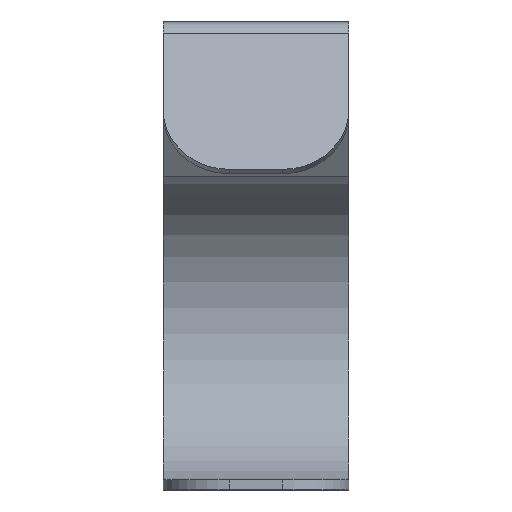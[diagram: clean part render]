
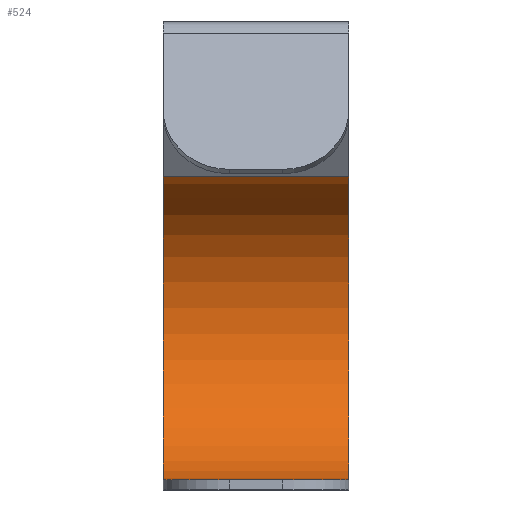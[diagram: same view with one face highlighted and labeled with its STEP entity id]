
A CAD part, top view. The second image highlights one B-rep face of the part: STEP entity #524.
In plain terms, the highlighted cylindrical face has radius 2.35 mm (diameter 4.7 mm), a partial arc.
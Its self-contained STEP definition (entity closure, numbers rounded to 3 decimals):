
#12 = CARTESIAN_POINT ( 'NONE',  ( 1.4, 2.347, 0.115 ) ) ;
#56 = DIRECTION ( 'NONE',  ( 0., 0., -1. ) ) ;
#61 = DIRECTION ( 'NONE',  ( -1., 0., 0. ) ) ;
#68 = EDGE_CURVE ( 'NONE', #78, #312, #296, .T. ) ;
#77 = CARTESIAN_POINT ( 'NONE',  ( 1.4, 0., 0. ) ) ;
#78 = VERTEX_POINT ( 'NONE', #320 ) ;
#92 = AXIS2_PLACEMENT_3D ( 'NONE', #77, #500, #453 ) ;
#95 = FACE_OUTER_BOUND ( 'NONE', #389, .T. ) ;
#103 = CARTESIAN_POINT ( 'NONE',  ( -1.4, 0., 0. ) ) ;
#127 = ORIENTED_EDGE ( 'NONE', *, *, #668, .T. ) ;
#134 = CARTESIAN_POINT ( 'NONE',  ( -1.4, -2.35, 0. ) ) ;
#152 = CARTESIAN_POINT ( 'NONE',  ( 1.4, 0., 0. ) ) ;
#155 = LINE ( 'NONE', #584, #651 ) ;
#168 = EDGE_CURVE ( 'NONE', #312, #329, #155, .T. ) ;
#170 = VERTEX_POINT ( 'NONE', #529 ) ;
#193 = EDGE_CURVE ( 'NONE', #170, #329, #413, .T. ) ;
#198 = ORIENTED_EDGE ( 'NONE', *, *, #68, .F. ) ;
#209 = DIRECTION ( 'NONE',  ( 0., 0., 1. ) ) ;
#270 = AXIS2_PLACEMENT_3D ( 'NONE', #103, #478, #56 ) ;
#296 = CIRCLE ( 'NONE', #92, 2.35 ) ;
#312 = VERTEX_POINT ( 'NONE', #336 ) ;
#320 = CARTESIAN_POINT ( 'NONE',  ( 1.4, 2.347, 0.115 ) ) ;
#329 = VERTEX_POINT ( 'NONE', #134 ) ;
#336 = CARTESIAN_POINT ( 'NONE',  ( 1.4, -2.35, 0. ) ) ;
#339 = LINE ( 'NONE', #12, #501 ) ;
#389 = EDGE_LOOP ( 'NONE', ( #613, #444, #198, #127 ) ) ;
#413 = CIRCLE ( 'NONE', #270, 2.35 ) ;
#444 = ORIENTED_EDGE ( 'NONE', *, *, #168, .F. ) ;
#447 = DIRECTION ( 'NONE',  ( -1., 0., 0. ) ) ;
#453 = DIRECTION ( 'NONE',  ( 0., 0., -1. ) ) ;
#478 = DIRECTION ( 'NONE',  ( -1., 0., 0. ) ) ;
#500 = DIRECTION ( 'NONE',  ( -1., 0., 0. ) ) ;
#501 = VECTOR ( 'NONE', #447, 1000. ) ;
#524 = ADVANCED_FACE ( 'NONE', ( #95 ), #675, .F. ) ;
#529 = CARTESIAN_POINT ( 'NONE',  ( -1.4, 2.347, 0.115 ) ) ;
#584 = CARTESIAN_POINT ( 'NONE',  ( 1.4, -2.35, 0. ) ) ;
#613 = ORIENTED_EDGE ( 'NONE', *, *, #193, .T. ) ;
#650 = AXIS2_PLACEMENT_3D ( 'NONE', #152, #666, #209 ) ;
#651 = VECTOR ( 'NONE', #61, 1000. ) ;
#666 = DIRECTION ( 'NONE',  ( -1., 0., 0. ) ) ;
#668 = EDGE_CURVE ( 'NONE', #78, #170, #339, .T. ) ;
#675 = CYLINDRICAL_SURFACE ( 'NONE', #650, 2.35 ) ;
